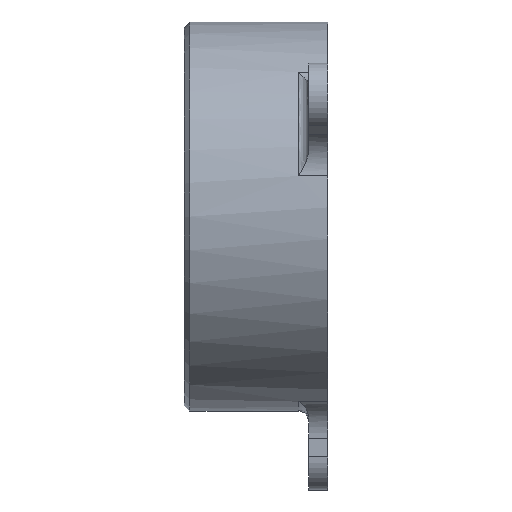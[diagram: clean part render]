
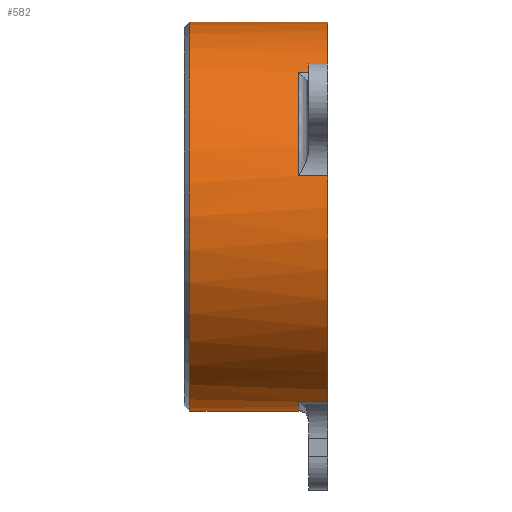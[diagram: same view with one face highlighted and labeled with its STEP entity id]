
A CAD part, left-side view. The second image highlights one B-rep face of the part: STEP entity #582.
In plain terms, the highlighted cylindrical face has radius 100 mm (diameter 200 mm), a partial arc.
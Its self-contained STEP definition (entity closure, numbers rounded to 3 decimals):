
#87 = DIRECTION ( 'NONE',  ( 0., -1., 0. ) ) ;
#177 = CIRCLE ( 'NONE', #3933, 100. ) ;
#202 = VERTEX_POINT ( 'NONE', #2956 ) ;
#440 = ORIENTED_EDGE ( 'NONE', *, *, #3303, .F. ) ;
#490 = CARTESIAN_POINT ( 'NONE',  ( -30.833, 15., -95.128 ) ) ;
#493 = VERTEX_POINT ( 'NONE', #3210 ) ;
#581 = DIRECTION ( 'NONE',  ( 0., -1., 0. ) ) ;
#582 = ADVANCED_FACE ( 'NONE', ( #3672 ), #1826, .T. ) ;
#648 = VERTEX_POINT ( 'NONE', #4334 ) ;
#742 = CARTESIAN_POINT ( 'NONE',  ( 0., 15., 0. ) ) ;
#743 = VERTEX_POINT ( 'NONE', #1986 ) ;
#820 = CIRCLE ( 'NONE', #2791, 100. ) ;
#850 = DIRECTION ( 'NONE',  ( 0., -1., 0. ) ) ;
#900 = VERTEX_POINT ( 'NONE', #2100 ) ;
#919 = CARTESIAN_POINT ( 'NONE',  ( 0., 71., -100. ) ) ;
#935 = CARTESIAN_POINT ( 'NONE',  ( 0., 15., -100. ) ) ;
#953 = CARTESIAN_POINT ( 'NONE',  ( 0., 71., 0. ) ) ;
#981 = EDGE_CURVE ( 'NONE', #900, #3212, #177, .T. ) ;
#1048 = VECTOR ( 'NONE', #1101, 1000. ) ;
#1054 = AXIS2_PLACEMENT_3D ( 'NONE', #4305, #3201, #2549 ) ;
#1101 = DIRECTION ( 'NONE',  ( 0., -1., 0. ) ) ;
#1227 = VERTEX_POINT ( 'NONE', #919 ) ;
#1253 = CARTESIAN_POINT ( 'NONE',  ( 0., 0., 0. ) ) ;
#1313 = CARTESIAN_POINT ( 'NONE',  ( -66.966, 15., 74.266 ) ) ;
#1369 = ORIENTED_EDGE ( 'NONE', *, *, #1478, .T. ) ;
#1447 = ORIENTED_EDGE ( 'NONE', *, *, #4207, .T. ) ;
#1478 = EDGE_CURVE ( 'NONE', #1227, #4184, #4315, .T. ) ;
#1480 = VECTOR ( 'NONE', #87, 1000. ) ;
#1576 = DIRECTION ( 'NONE',  ( 1., 0., 0. ) ) ;
#1655 = EDGE_CURVE ( 'NONE', #493, #900, #4425, .T. ) ;
#1826 = CYLINDRICAL_SURFACE ( 'NONE', #1946, 100. ) ;
#1938 = VERTEX_POINT ( 'NONE', #2116 ) ;
#1946 = AXIS2_PLACEMENT_3D ( 'NONE', #2195, #3582, #2926 ) ;
#1986 = CARTESIAN_POINT ( 'NONE',  ( -30.833, 0., -95.128 ) ) ;
#2081 = CIRCLE ( 'NONE', #2590, 100. ) ;
#2100 = CARTESIAN_POINT ( 'NONE',  ( -97.8, 15., 20.861 ) ) ;
#2116 = CARTESIAN_POINT ( 'NONE',  ( 0., 71., 100. ) ) ;
#2141 = DIRECTION ( 'NONE',  ( 0., 0., -1. ) ) ;
#2182 = LINE ( 'NONE', #3169, #1048 ) ;
#2188 = ORIENTED_EDGE ( 'NONE', *, *, #981, .T. ) ;
#2195 = CARTESIAN_POINT ( 'NONE',  ( 0., 56., 0. ) ) ;
#2252 = VECTOR ( 'NONE', #3719, 1000. ) ;
#2296 = ORIENTED_EDGE ( 'NONE', *, *, #1655, .T. ) ;
#2403 = DIRECTION ( 'NONE',  ( 0., 1., 0. ) ) ;
#2411 = EDGE_CURVE ( 'NONE', #743, #493, #820, .T. ) ;
#2478 = DIRECTION ( 'NONE',  ( 0., 1., 0. ) ) ;
#2499 = CARTESIAN_POINT ( 'NONE',  ( 0., 0., 0. ) ) ;
#2521 = DIRECTION ( 'NONE',  ( 1., 0., 0. ) ) ;
#2537 = CARTESIAN_POINT ( 'NONE',  ( 0., 56., -100. ) ) ;
#2549 = DIRECTION ( 'NONE',  ( 0., 0., -1. ) ) ;
#2581 = DIRECTION ( 'NONE',  ( 0., 1., 0. ) ) ;
#2590 = AXIS2_PLACEMENT_3D ( 'NONE', #1253, #2581, #1576 ) ;
#2757 = ORIENTED_EDGE ( 'NONE', *, *, #2411, .T. ) ;
#2785 = AXIS2_PLACEMENT_3D ( 'NONE', #953, #581, #4040 ) ;
#2791 = AXIS2_PLACEMENT_3D ( 'NONE', #2499, #2478, #2521 ) ;
#2811 = CIRCLE ( 'NONE', #1054, 100. ) ;
#2828 = VECTOR ( 'NONE', #850, 1000. ) ;
#2926 = DIRECTION ( 'NONE',  ( 0., 0., -1. ) ) ;
#2956 = CARTESIAN_POINT ( 'NONE',  ( -66.966, 0., 74.266 ) ) ;
#2968 = EDGE_CURVE ( 'NONE', #2994, #743, #3596, .T. ) ;
#2994 = VERTEX_POINT ( 'NONE', #490 ) ;
#3149 = LINE ( 'NONE', #3613, #4074 ) ;
#3169 = CARTESIAN_POINT ( 'NONE',  ( 0., 56., 100. ) ) ;
#3201 = DIRECTION ( 'NONE',  ( 0., 1., 0. ) ) ;
#3210 = CARTESIAN_POINT ( 'NONE',  ( -97.8, 0., 20.861 ) ) ;
#3212 = VERTEX_POINT ( 'NONE', #1313 ) ;
#3247 = CARTESIAN_POINT ( 'NONE',  ( -30.833, 56., -95.128 ) ) ;
#3303 = EDGE_CURVE ( 'NONE', #1938, #648, #2182, .T. ) ;
#3382 = CIRCLE ( 'NONE', #2785, 100. ) ;
#3565 = EDGE_CURVE ( 'NONE', #202, #648, #2081, .T. ) ;
#3582 = DIRECTION ( 'NONE',  ( 0., -1., 0. ) ) ;
#3596 = LINE ( 'NONE', #3247, #1480 ) ;
#3613 = CARTESIAN_POINT ( 'NONE',  ( -66.966, 56., 74.266 ) ) ;
#3672 = FACE_OUTER_BOUND ( 'NONE', #4221, .T. ) ;
#3719 = DIRECTION ( 'NONE',  ( 0., 1., 0. ) ) ;
#3844 = EDGE_CURVE ( 'NONE', #4184, #2994, #2811, .T. ) ;
#3896 = EDGE_CURVE ( 'NONE', #3212, #202, #3149, .T. ) ;
#3914 = ORIENTED_EDGE ( 'NONE', *, *, #2968, .T. ) ;
#3933 = AXIS2_PLACEMENT_3D ( 'NONE', #742, #2403, #2141 ) ;
#3960 = ORIENTED_EDGE ( 'NONE', *, *, #3565, .T. ) ;
#4040 = DIRECTION ( 'NONE',  ( 0., 0., 1. ) ) ;
#4074 = VECTOR ( 'NONE', #4372, 1000. ) ;
#4122 = ORIENTED_EDGE ( 'NONE', *, *, #3896, .T. ) ;
#4184 = VERTEX_POINT ( 'NONE', #935 ) ;
#4207 = EDGE_CURVE ( 'NONE', #1938, #1227, #3382, .T. ) ;
#4221 = EDGE_LOOP ( 'NONE', ( #440, #1447, #1369, #4392, #3914, #2757, #2296, #2188, #4122, #3960 ) ) ;
#4305 = CARTESIAN_POINT ( 'NONE',  ( 0., 15., 0. ) ) ;
#4315 = LINE ( 'NONE', #2537, #2828 ) ;
#4334 = CARTESIAN_POINT ( 'NONE',  ( 0., 0., 100. ) ) ;
#4372 = DIRECTION ( 'NONE',  ( 0., -1., 0. ) ) ;
#4392 = ORIENTED_EDGE ( 'NONE', *, *, #3844, .T. ) ;
#4425 = LINE ( 'NONE', #4497, #2252 ) ;
#4497 = CARTESIAN_POINT ( 'NONE',  ( -97.8, 56., 20.861 ) ) ;
